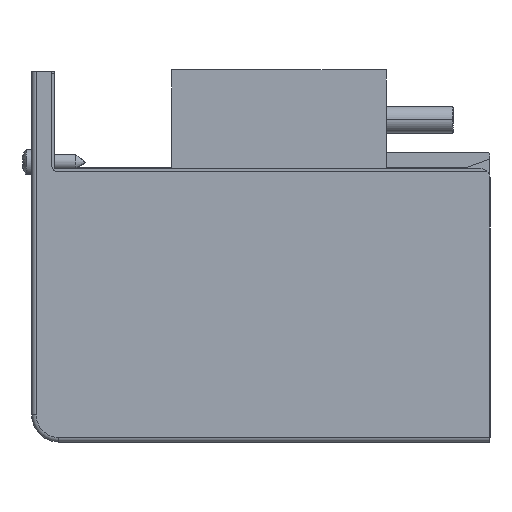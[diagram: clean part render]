
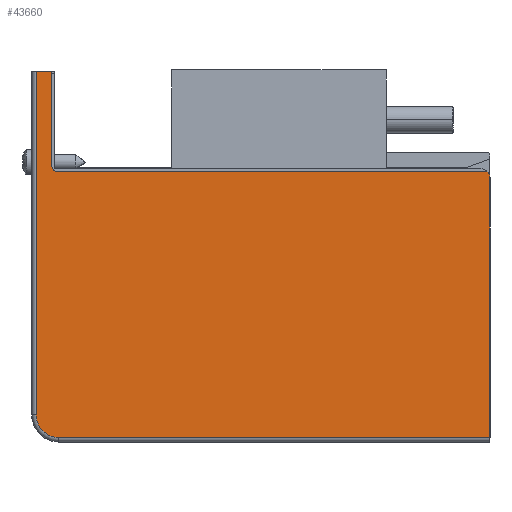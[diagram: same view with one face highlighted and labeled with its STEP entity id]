
A CAD part, front view. The second image highlights one B-rep face of the part: STEP entity #43660.
In plain terms, the highlighted planar face has unit normal (0, -1, 0).
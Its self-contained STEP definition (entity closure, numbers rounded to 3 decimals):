
#5939=DIRECTION('',(0.,0.,-1.));
#5940=VECTOR('',#5939,76.1);
#5941=CARTESIAN_POINT('',(-51.1,-104.5,
-89.119));
#5942=LINE('',#5941,#5940);
#5948=CARTESIAN_POINT('',(47.4,-104.5,
-112.719));
#5949=DIRECTION('',(0.,1.,0.));
#5950=DIRECTION('',(0.661,0.,0.75));
#5951=AXIS2_PLACEMENT_3D('',#5948,#5949,#5950);
#5953=DIRECTION('',(0.,0.,-1.));
#5954=VECTOR('',#5953,57.5);
#5955=CARTESIAN_POINT('',(49.4,-104.5,
-112.719));
#5956=LINE('',#5955,#5954);
#5957=DIRECTION('',(-1.,0.,0.));
#5958=VECTOR('',#5957,95.5);
#5959=CARTESIAN_POINT('',(49.4,-104.5,
-170.219));
#5960=LINE('',#5959,#5958);
#5961=CARTESIAN_POINT('',(-46.1,-104.5,
-165.219));
#5962=DIRECTION('',(0.,1.,0.));
#5963=DIRECTION('',(0.,0.,-1.));
#5964=AXIS2_PLACEMENT_3D('',#5961,#5962,#5963);
#5966=DIRECTION('',(1.,0.,0.));
#5967=VECTOR('',#5966,3.5);
#5968=CARTESIAN_POINT('',(-51.1,-104.5,
-89.119));
#5969=LINE('',#5968,#5967);
#5970=CARTESIAN_POINT('',(-46.6,-104.5,
-110.219));
#5971=DIRECTION('',(0.,-1.,0.));
#5972=DIRECTION('',(-1.,0.,0.));
#5973=AXIS2_PLACEMENT_3D('',#5970,#5971,#5972);
#5975=DIRECTION('',(-1.,0.,0.));
#5976=VECTOR('',#5975,95.323);
#5977=CARTESIAN_POINT('',(48.723,-104.5,
-111.219));
#5978=LINE('',#5977,#5976);
#24849=DIRECTION('',(0.,0.,1.));
#24850=VECTOR('',#24849,21.1);
#24851=CARTESIAN_POINT('',(-47.6,-104.5,
-110.219));
#24852=LINE('',#24851,#24850);
#27669=CARTESIAN_POINT('',(-51.1,-104.5,
-89.119));
#27671=VERTEX_POINT('',#27669);
#28666=CARTESIAN_POINT('',(49.4,-104.5,
-170.219));
#28667=VERTEX_POINT('',#28666);
#28668=CARTESIAN_POINT('',(49.4,-104.5,
-112.719));
#28669=VERTEX_POINT('',#28668);
#30642=CARTESIAN_POINT('',(-46.1,-104.5,
-170.219));
#30643=VERTEX_POINT('',#30642);
#30644=CARTESIAN_POINT('',(48.723,-104.5,
-111.219));
#30645=VERTEX_POINT('',#30644);
#30646=CARTESIAN_POINT('',(-51.1,-104.5,
-165.219));
#30647=VERTEX_POINT('',#30646);
#30648=CARTESIAN_POINT('',(-47.6,-104.5,
-89.119));
#30649=VERTEX_POINT('',#30648);
#30650=CARTESIAN_POINT('',(-47.6,-104.5,
-110.219));
#30651=CARTESIAN_POINT('',(-46.6,-104.5,
-111.219));
#30652=VERTEX_POINT('',#30650);
#30653=VERTEX_POINT('',#30651);
#43637=CARTESIAN_POINT('',(-0.85,-104.5,
-129.669));
#43638=DIRECTION('',(0.,1.,0.));
#43639=DIRECTION('',(0.,0.,1.));
#43640=AXIS2_PLACEMENT_3D('',#43637,#43638,#43639);
#43641=PLANE('',#43640);
#43643=ORIENTED_EDGE('',*,*,#43642,.F.);
#43645=ORIENTED_EDGE('',*,*,#43644,.T.);
#43647=ORIENTED_EDGE('',*,*,#43646,.T.);
#43649=ORIENTED_EDGE('',*,*,#43648,.T.);
#43651=ORIENTED_EDGE('',*,*,#43650,.T.);
#43652=ORIENTED_EDGE('',*,*,#43623,.F.);
#43653=ORIENTED_EDGE('',*,*,#31357,.T.);
#43655=ORIENTED_EDGE('',*,*,#43654,.F.);
#43657=ORIENTED_EDGE('',*,*,#43656,.T.);
#43658=EDGE_LOOP('',(#43643,#43645,#43647,#43649,#43651,#43652,#43653,#43655,
#43657));
#43659=FACE_OUTER_BOUND('',#43658,.F.);
#5952=CIRCLE('',#5951,2.);
#5965=CIRCLE('',#5964,5.);
#5974=CIRCLE('',#5973,1.);
#31357=EDGE_CURVE('',#27671,#30649,#5969,.T.);
#43623=EDGE_CURVE('',#27671,#30647,#5942,.T.);
#43642=EDGE_CURVE('',#30645,#30653,#5978,.T.);
#43644=EDGE_CURVE('',#30645,#28669,#5952,.T.);
#43646=EDGE_CURVE('',#28669,#28667,#5956,.T.);
#43648=EDGE_CURVE('',#28667,#30643,#5960,.T.);
#43650=EDGE_CURVE('',#30643,#30647,#5965,.T.);
#43654=EDGE_CURVE('',#30652,#30649,#24852,.T.);
#43656=EDGE_CURVE('',#30652,#30653,#5974,.T.);
#43660=ADVANCED_FACE('',(#43659),#43641,.F.);
